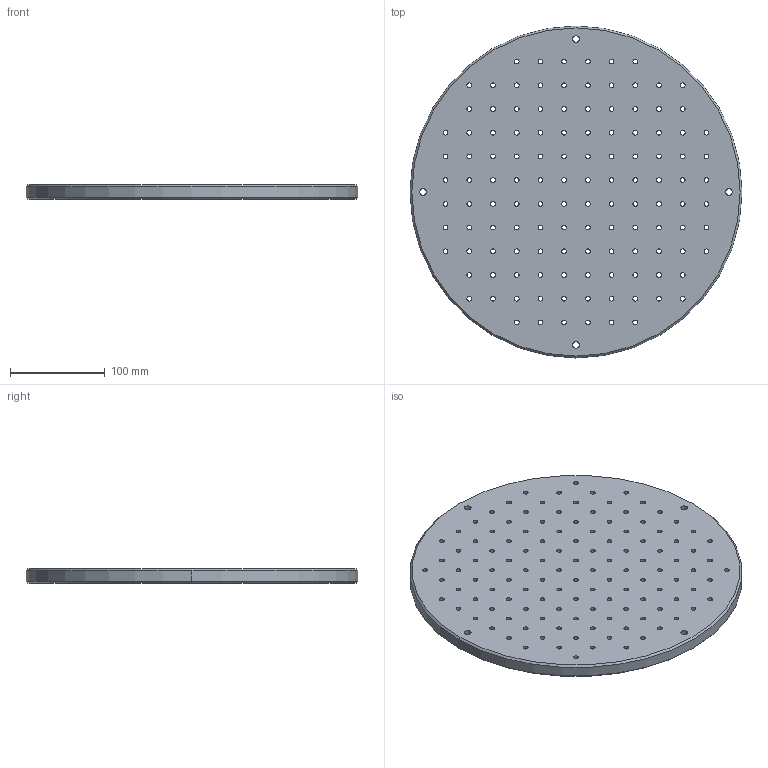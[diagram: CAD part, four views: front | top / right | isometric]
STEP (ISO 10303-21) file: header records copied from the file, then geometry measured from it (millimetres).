
FILE_DESCRIPTION (( 'STEP AP214' ), '1' );
FILE_NAME ('810KTO400-R.step', '2017-07-10T07:18:20', ( 'install' ), ( '' ), 'SwSTEP 2.0', 'SolidWorks 2015', '' );
FILE_SCHEMA (( 'AUTOMOTIVE_DESIGN' ));
Length unit declared in the file: millimetre
Products named in the file (1): 810KTO400-R
Bounding box: 350 x 350 x 15 mm (x, y, z)
Volume: 1400087.6 mm3; surface area: 231667.7 mm2
Topology: 1 solids, 1 shells, 264 faces, 782 edges, 520 vertices
Faces by surface type: cylinder 258, cone 4, plane 2
Entity records: 12516 total; most frequent: DIRECTION 1832, CARTESIAN_POINT 1567, ORIENTED_EDGE 1564, AXIS2_PLACEMENT_3D 785, EDGE_CURVE 782, EDGE_LOOP 520, VERTEX_POINT 520, CIRCLE 520
